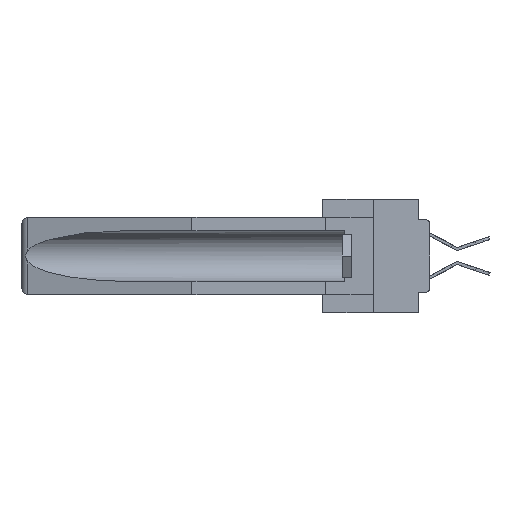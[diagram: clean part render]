
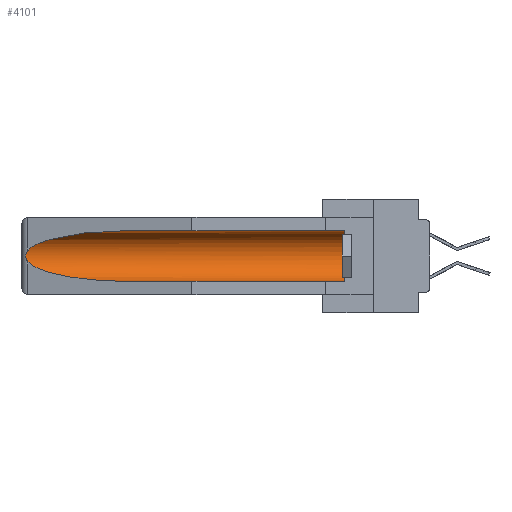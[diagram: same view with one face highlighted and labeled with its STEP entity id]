
A CAD part, left-side view. The second image highlights one B-rep face of the part: STEP entity #4101.
In plain terms, the highlighted cylindrical face has radius 2.857 mm (diameter 5.715 mm), a partial arc.
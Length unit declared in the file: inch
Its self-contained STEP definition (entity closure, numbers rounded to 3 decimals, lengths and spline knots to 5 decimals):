
#1080 = EDGE_CURVE ( 'NONE', #34856, #16068, #29448, .T. ) ;
#1086 = CARTESIAN_POINT ( 'NONE',  ( 0.155, 1.07973, -0.284 ) ) ;
#2239 = CARTESIAN_POINT ( 'NONE',  ( 0.21114, 1.30732, -0.284 ) ) ;
#2438 = CARTESIAN_POINT ( 'NONE',  ( 0.25451, 1.48313, -0.24835 ) ) ;
#3175 = CARTESIAN_POINT ( 'NONE',  ( 0.155, -0.30754, -0.059 ) ) ;
#3984 = CARTESIAN_POINT ( 'NONE',  ( 0.2673, 1.53269, -0.17917 ) ) ;
#4101 = ADVANCED_FACE ( 'NONE', ( #22308 ), #34332, .F. ) ;
#4555 = CARTESIAN_POINT ( 'NONE',  ( 0.26597, 1.52961, -0.15275 ) ) ;
#4884 = CARTESIAN_POINT ( 'NONE',  ( 0.21114, 1.30732, -0.059 ) ) ;
#4958 = EDGE_CURVE ( 'NONE', #8757, #32447, #27801, .T. ) ;
#5658 = CARTESIAN_POINT ( 'NONE',  ( 0.26537, 1.52718, -0.19328 ) ) ;
#8757 = VERTEX_POINT ( 'NONE', #24977 ) ;
#8880 = VERTEX_POINT ( 'NONE', #31483 ) ;
#9397 = ORIENTED_EDGE ( 'NONE', *, *, #14444, .T. ) ;
#9874 = DIRECTION ( 'NONE',  ( 0., 1., 0. ) ) ;
#10174 = CARTESIAN_POINT ( 'NONE',  ( 0.26654, 1.53092, -0.15636 ) ) ;
#10280 = DIRECTION ( 'NONE',  ( 0., 0., 1. ) ) ;
#10600 = VECTOR ( 'NONE', #38846, 39.37008 ) ;
#11277 = CARTESIAN_POINT ( 'NONE',  ( 0.25451, 1.48313, -0.09465 ) ) ;
#11888 = CARTESIAN_POINT ( 'NONE',  ( 0.155, 1.07973, -0.059 ) ) ;
#12411 =( BOUNDED_CURVE ( )  B_SPLINE_CURVE ( 3, ( #5658, #2438, #2239, #14492 ),
 .UNSPECIFIED., .F., .F. ) 
 B_SPLINE_CURVE_WITH_KNOTS ( ( 4, 4 ),
 ( 0.1948, 1.5708 ),
 .UNSPECIFIED. ) 
 CURVE ( )  GEOMETRIC_REPRESENTATION_ITEM ( )  RATIONAL_B_SPLINE_CURVE ( ( 1., 0.848, 0.848, 1. ) ) 
 REPRESENTATION_ITEM ( '' )  );
#12596 = CARTESIAN_POINT ( 'NONE',  ( 0.155, -0.30754, -0.284 ) ) ;
#12752 = ORIENTED_EDGE ( 'NONE', *, *, #20604, .T. ) ;
#14444 = EDGE_CURVE ( 'NONE', #8757, #8880, #17438, .T. ) ;
#14492 = CARTESIAN_POINT ( 'NONE',  ( 0.155, 1.07973, -0.284 ) ) ;
#15611 = CARTESIAN_POINT ( 'NONE',  ( 0.26537, 1.52718, -0.14972 ) ) ;
#16068 = VERTEX_POINT ( 'NONE', #28012 ) ;
#16837 = DIRECTION ( 'NONE',  ( 0., -1., 0. ) ) ;
#17438 = CIRCLE ( 'NONE', #32147, 0.1125 ) ;
#18007 = LINE ( 'NONE', #3175, #10600 ) ;
#19394 = CARTESIAN_POINT ( 'NONE',  ( 0.2673, 1.5327, -0.16383 ) ) ;
#19693 = CARTESIAN_POINT ( 'NONE',  ( 0.155, -0.30754, -0.1715 ) ) ;
#19923 = EDGE_LOOP ( 'NONE', ( #37939, #32233, #23543, #20164, #9397, #12752 ) ) ;
#20164 = ORIENTED_EDGE ( 'NONE', *, *, #4958, .F. ) ;
#20604 = EDGE_CURVE ( 'NONE', #8880, #32862, #18007, .T. ) ;
#22308 = FACE_OUTER_BOUND ( 'NONE', #19923, .T. ) ;
#22782 = CARTESIAN_POINT ( 'NONE',  ( 0.26537, 1.52718, -0.19328 ) ) ;
#23543 = ORIENTED_EDGE ( 'NONE', *, *, #24622, .T. ) ;
#24622 = EDGE_CURVE ( 'NONE', #16068, #32447, #12411, .T. ) ;
#24804 = DIRECTION ( 'NONE',  ( 0., 1., 0. ) ) ;
#24977 = CARTESIAN_POINT ( 'NONE',  ( 0.155, 0.126, -0.284 ) ) ;
#25574 = CARTESIAN_POINT ( 'NONE',  ( 0.2675, 1.53308, -0.16763 ) ) ;
#27276 = VECTOR ( 'NONE', #24804, 39.37008 ) ;
#27801 = LINE ( 'NONE', #12596, #27276 ) ;
#28012 = CARTESIAN_POINT ( 'NONE',  ( 0.26537, 1.52718, -0.19328 ) ) ;
#28246 = CARTESIAN_POINT ( 'NONE',  ( 0.155, 0.126, -0.1715 ) ) ;
#28283 = CARTESIAN_POINT ( 'NONE',  ( 0.155, 1.07973, -0.059 ) ) ;
#28847 = DIRECTION ( 'NONE',  ( 0., 0., 1. ) ) ;
#29448 = B_SPLINE_CURVE_WITH_KNOTS ( 'NONE', 3,
 ( #38010, #4555, #10174, #19394, #25574, #34805, #3984, #34422, #35003, #22782 ),
 .UNSPECIFIED., .F., .F.,
 ( 4, 2, 2, 2, 4 ),
 ( 0., 0.00029, 0.00058, 0.00087, 0.00117 ),
 .UNSPECIFIED. ) ;
#31483 = CARTESIAN_POINT ( 'NONE',  ( 0.155, 0.126, -0.059 ) ) ;
#32147 = AXIS2_PLACEMENT_3D ( 'NONE', #28246, #16837, #28847 ) ;
#32233 = ORIENTED_EDGE ( 'NONE', *, *, #1080, .T. ) ;
#32447 = VERTEX_POINT ( 'NONE', #1086 ) ;
#32862 = VERTEX_POINT ( 'NONE', #28283 ) ;
#33008 = AXIS2_PLACEMENT_3D ( 'NONE', #19693, #9874, #10280 ) ;
#34332 = CYLINDRICAL_SURFACE ( 'NONE', #33008, 0.1125 ) ;
#34422 = CARTESIAN_POINT ( 'NONE',  ( 0.26655, 1.53094, -0.18657 ) ) ;
#34805 = CARTESIAN_POINT ( 'NONE',  ( 0.2675, 1.53308, -0.17534 ) ) ;
#34856 = VERTEX_POINT ( 'NONE', #15611 ) ;
#35003 = CARTESIAN_POINT ( 'NONE',  ( 0.26597, 1.5296, -0.19026 ) ) ;
#35717 = CARTESIAN_POINT ( 'NONE',  ( 0.26537, 1.52718, -0.14972 ) ) ;
#36748 =( BOUNDED_CURVE ( )  B_SPLINE_CURVE ( 3, ( #11888, #4884, #11277, #35717 ),
 .UNSPECIFIED., .F., .F. ) 
 B_SPLINE_CURVE_WITH_KNOTS ( ( 4, 4 ),
 ( 4.71239, 6.08839 ),
 .UNSPECIFIED. ) 
 CURVE ( )  GEOMETRIC_REPRESENTATION_ITEM ( )  RATIONAL_B_SPLINE_CURVE ( ( 1., 0.848, 0.848, 1. ) ) 
 REPRESENTATION_ITEM ( '' )  );
#37179 = EDGE_CURVE ( 'NONE', #32862, #34856, #36748, .T. ) ;
#37939 = ORIENTED_EDGE ( 'NONE', *, *, #37179, .T. ) ;
#38010 = CARTESIAN_POINT ( 'NONE',  ( 0.26537, 1.52718, -0.14972 ) ) ;
#38846 = DIRECTION ( 'NONE',  ( 0., 1., 0. ) ) ;
